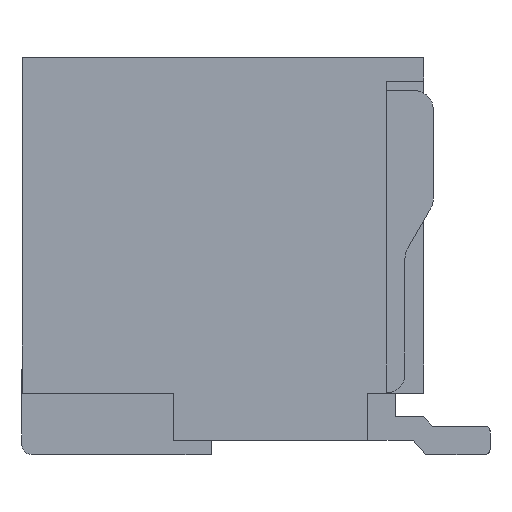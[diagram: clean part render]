
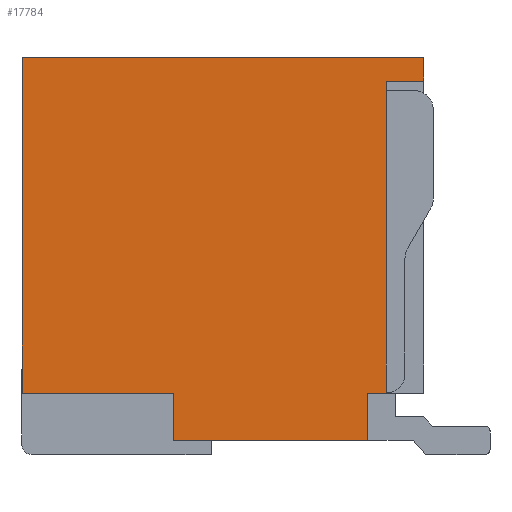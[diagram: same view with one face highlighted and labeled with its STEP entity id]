
A CAD part, left-side view. The second image highlights one B-rep face of the part: STEP entity #17784.
In plain terms, the highlighted planar face has unit normal (-1, 0, 0).
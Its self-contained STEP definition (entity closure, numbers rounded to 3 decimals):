
#173 = DIRECTION ( 'NONE',  ( 0., -1., 0. ) ) ;
#193 = DIRECTION ( 'NONE',  ( 0., -1., 0. ) ) ;
#226 = VERTEX_POINT ( 'NONE', #19895 ) ;
#417 = EDGE_CURVE ( 'NONE', #10187, #11694, #10600, .T. ) ;
#460 = CARTESIAN_POINT ( 'NONE',  ( -2.875, -1.175, 0.5 ) ) ;
#545 = EDGE_CURVE ( 'NONE', #1474, #10187, #6668, .T. ) ;
#640 = EDGE_CURVE ( 'NONE', #226, #12623, #10040, .T. ) ;
#708 = ORIENTED_EDGE ( 'NONE', *, *, #5162, .T. ) ;
#858 = CARTESIAN_POINT ( 'NONE',  ( -2.875, -1.775, 3.8 ) ) ;
#1035 = CARTESIAN_POINT ( 'NONE',  ( -2.875, -1.775, 4.05 ) ) ;
#1474 = VERTEX_POINT ( 'NONE', #5342 ) ;
#1616 = EDGE_LOOP ( 'NONE', ( #7747, #3318, #9557, #708, #17295, #2507, #16118, #7212, #5319, #7630 ) ) ;
#2033 = VERTEX_POINT ( 'NONE', #14682 ) ;
#2071 = CARTESIAN_POINT ( 'NONE',  ( -2.875, -1.775, 0.5 ) ) ;
#2225 = VERTEX_POINT ( 'NONE', #19586 ) ;
#2281 = DIRECTION ( 'NONE',  ( 0., 0., -1. ) ) ;
#2331 = CARTESIAN_POINT ( 'NONE',  ( -2.875, 2.475, 4.05 ) ) ;
#2507 = ORIENTED_EDGE ( 'NONE', *, *, #640, .F. ) ;
#3076 = EDGE_CURVE ( 'NONE', #1474, #2033, #13167, .T. ) ;
#3256 = LINE ( 'NONE', #6370, #14966 ) ;
#3292 = VECTOR ( 'NONE', #14647, 1000. ) ;
#3318 = ORIENTED_EDGE ( 'NONE', *, *, #4647, .F. ) ;
#3418 = DIRECTION ( 'NONE',  ( 0., 0., -1. ) ) ;
#3590 = CARTESIAN_POINT ( 'NONE',  ( -2.875, -1.175, 0. ) ) ;
#3779 = VECTOR ( 'NONE', #10478, 1000. ) ;
#4003 = DIRECTION ( 'NONE',  ( 0., 0., -1. ) ) ;
#4543 = EDGE_CURVE ( 'NONE', #12156, #12876, #7633, .T. ) ;
#4647 = EDGE_CURVE ( 'NONE', #12876, #2033, #15180, .T. ) ;
#4777 = DIRECTION ( 'NONE',  ( 0., 0., 1. ) ) ;
#4956 = LINE ( 'NONE', #6223, #3292 ) ;
#5162 = EDGE_CURVE ( 'NONE', #12156, #8090, #3256, .T. ) ;
#5319 = ORIENTED_EDGE ( 'NONE', *, *, #417, .F. ) ;
#5342 = CARTESIAN_POINT ( 'NONE',  ( -2.875, 2.475, 4.05 ) ) ;
#6223 = CARTESIAN_POINT ( 'NONE',  ( -2.875, -1.175, 0. ) ) ;
#6370 = CARTESIAN_POINT ( 'NONE',  ( -2.875, 2.475, 0. ) ) ;
#6668 = LINE ( 'NONE', #10146, #11156 ) ;
#7141 = DIRECTION ( 'NONE',  ( 0., 1., 0. ) ) ;
#7212 = ORIENTED_EDGE ( 'NONE', *, *, #7975, .F. ) ;
#7216 = DIRECTION ( 'NONE',  ( 0., 0., -1. ) ) ;
#7414 = CARTESIAN_POINT ( 'NONE',  ( -2.875, -1.375, 0.5 ) ) ;
#7520 = LINE ( 'NONE', #7414, #12998 ) ;
#7630 = ORIENTED_EDGE ( 'NONE', *, *, #545, .F. ) ;
#7633 = LINE ( 'NONE', #17332, #10606 ) ;
#7747 = ORIENTED_EDGE ( 'NONE', *, *, #3076, .T. ) ;
#7975 = EDGE_CURVE ( 'NONE', #11694, #2225, #16967, .T. ) ;
#8090 = VERTEX_POINT ( 'NONE', #3590 ) ;
#8978 = CARTESIAN_POINT ( 'NONE',  ( -2.875, -1.775, 3.8 ) ) ;
#9454 = VECTOR ( 'NONE', #7216, 1000. ) ;
#9557 = ORIENTED_EDGE ( 'NONE', *, *, #4543, .F. ) ;
#9663 = PLANE ( 'NONE',  #10010 ) ;
#10010 = AXIS2_PLACEMENT_3D ( 'NONE', #2331, #13139, #4003 ) ;
#10040 = LINE ( 'NONE', #2071, #3779 ) ;
#10101 = CARTESIAN_POINT ( 'NONE',  ( -2.875, 2.475, 0.5 ) ) ;
#10146 = CARTESIAN_POINT ( 'NONE',  ( -2.875, 2.475, 4.05 ) ) ;
#10187 = VERTEX_POINT ( 'NONE', #17533 ) ;
#10478 = DIRECTION ( 'NONE',  ( 0., 1., 0. ) ) ;
#10600 = LINE ( 'NONE', #1035, #9454 ) ;
#10606 = VECTOR ( 'NONE', #4777, 1000. ) ;
#11156 = VECTOR ( 'NONE', #173, 1000. ) ;
#11510 = CARTESIAN_POINT ( 'NONE',  ( -2.875, 2.475, 4.05 ) ) ;
#11694 = VERTEX_POINT ( 'NONE', #8978 ) ;
#12156 = VERTEX_POINT ( 'NONE', #12564 ) ;
#12564 = CARTESIAN_POINT ( 'NONE',  ( -2.875, 0.875, 0. ) ) ;
#12623 = VERTEX_POINT ( 'NONE', #460 ) ;
#12876 = VERTEX_POINT ( 'NONE', #18006 ) ;
#12998 = VECTOR ( 'NONE', #2281, 1000. ) ;
#13139 = DIRECTION ( 'NONE',  ( 1., 0., 0. ) ) ;
#13167 = LINE ( 'NONE', #11510, #17781 ) ;
#13303 = EDGE_CURVE ( 'NONE', #2225, #226, #7520, .T. ) ;
#13360 = VECTOR ( 'NONE', #13573, 1000. ) ;
#13573 = DIRECTION ( 'NONE',  ( 0., 1., 0. ) ) ;
#14278 = EDGE_CURVE ( 'NONE', #12623, #8090, #4956, .T. ) ;
#14320 = FACE_OUTER_BOUND ( 'NONE', #1616, .T. ) ;
#14632 = VECTOR ( 'NONE', #7141, 1000. ) ;
#14647 = DIRECTION ( 'NONE',  ( 0., 0., -1. ) ) ;
#14682 = CARTESIAN_POINT ( 'NONE',  ( -2.875, 2.475, 0.5 ) ) ;
#14966 = VECTOR ( 'NONE', #193, 1000. ) ;
#15180 = LINE ( 'NONE', #10101, #14632 ) ;
#16118 = ORIENTED_EDGE ( 'NONE', *, *, #13303, .F. ) ;
#16967 = LINE ( 'NONE', #858, #13360 ) ;
#17295 = ORIENTED_EDGE ( 'NONE', *, *, #14278, .F. ) ;
#17332 = CARTESIAN_POINT ( 'NONE',  ( -2.875, 0.875, 0. ) ) ;
#17533 = CARTESIAN_POINT ( 'NONE',  ( -2.875, -1.775, 4.05 ) ) ;
#17781 = VECTOR ( 'NONE', #3418, 1000. ) ;
#17784 = ADVANCED_FACE ( 'NONE', ( #14320 ), #9663, .F. ) ;
#18006 = CARTESIAN_POINT ( 'NONE',  ( -2.875, 0.875, 0.5 ) ) ;
#19586 = CARTESIAN_POINT ( 'NONE',  ( -2.875, -1.375, 3.8 ) ) ;
#19895 = CARTESIAN_POINT ( 'NONE',  ( -2.875, -1.375, 0.5 ) ) ;
